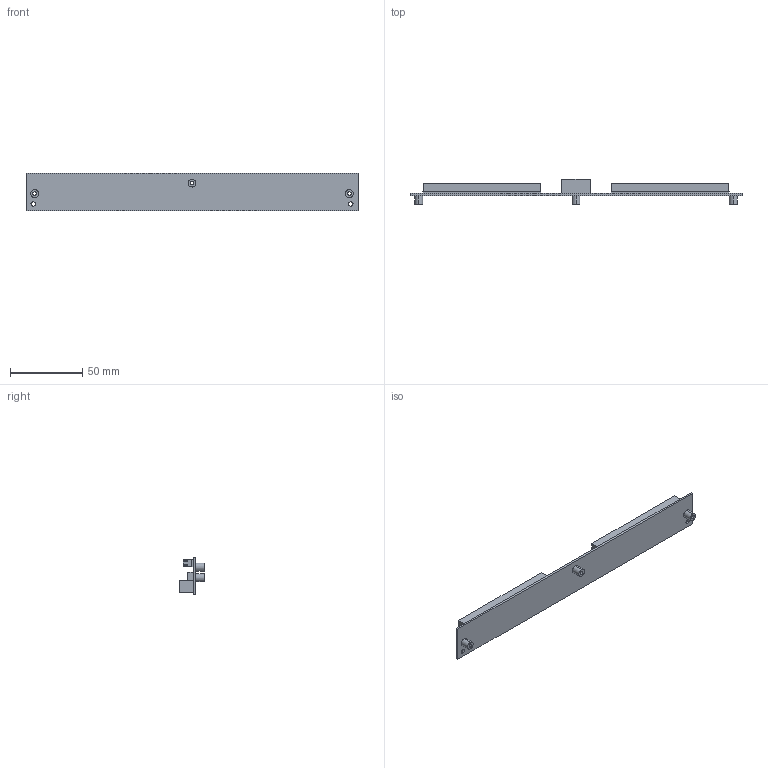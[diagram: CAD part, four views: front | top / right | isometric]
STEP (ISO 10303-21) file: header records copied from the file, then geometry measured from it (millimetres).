
FILE_DESCRIPTION (( 'STEP AP214' ), '1' );
FILE_NAME ('INGUN_108710.STEP', '2021-03-25T14:26:13', ( '' ), ( '' ), 'SwSTEP 2.0', 'SolidWorks 2018', '' );
FILE_SCHEMA (( 'AUTOMOTIVE_DESIGN' ));
Length unit declared in the file: millimetre
Products named in the file (1): INGUN_108710
Bounding box: 230 x 17.4 x 25.8 mm (x, y, z)
Volume: 15616.1 mm3; surface area: 18383.2 mm2
Topology: 2 solids, 2 shells, 754 faces, 1812 edges, 1208 vertices
Faces by surface type: plane 738, cylinder 16
Entity records: 29715 total; most frequent: CARTESIAN_POINT 3775, ORIENTED_EDGE 3624, DIRECTION 3354, EDGE_CURVE 1812, VECTOR 1780, LINE 1780, VERTEX_POINT 1208, EDGE_LOOP 910
